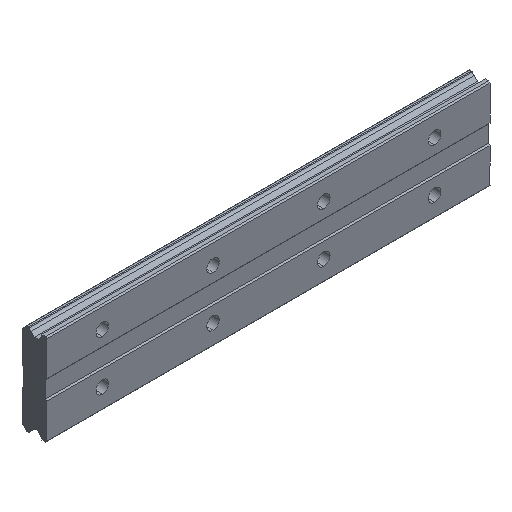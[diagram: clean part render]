
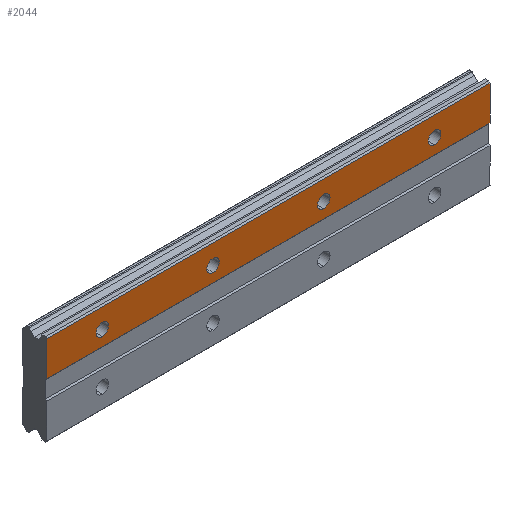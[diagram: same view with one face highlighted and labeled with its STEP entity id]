
A CAD part, isometric view. The second image highlights one B-rep face of the part: STEP entity #2044.
In plain terms, the highlighted planar face has unit normal (0, -1, 0).
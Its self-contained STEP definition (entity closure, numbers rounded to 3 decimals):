
#3 = CARTESIAN_POINT ( 'NONE',  ( 140., 0., 16. ) ) ;
#12 = VERTEX_POINT ( 'NONE', #1741 ) ;
#31 = VERTEX_POINT ( 'NONE', #2317 ) ;
#63 = CIRCLE ( 'NONE', #2151, 2.25 ) ;
#73 = ORIENTED_EDGE ( 'NONE', *, *, #1019, .F. ) ;
#83 = EDGE_LOOP ( 'NONE', ( #380, #1160, #287, #1850 ) ) ;
#147 = DIRECTION ( 'NONE',  ( 0., 0., 1. ) ) ;
#157 = EDGE_CURVE ( 'NONE', #2314, #1301, #993, .T. ) ;
#158 = EDGE_CURVE ( 'NONE', #248, #1599, #253, .T. ) ;
#165 = EDGE_CURVE ( 'NONE', #1253, #789, #1735, .T. ) ;
#171 = CARTESIAN_POINT ( 'NONE',  ( 80., 0., 9. ) ) ;
#215 = CARTESIAN_POINT ( 'NONE',  ( 140., 0., 16. ) ) ;
#248 = VERTEX_POINT ( 'NONE', #2324 ) ;
#253 = CIRCLE ( 'NONE', #562, 2.25 ) ;
#255 = VECTOR ( 'NONE', #1716, 1000. ) ;
#264 = CARTESIAN_POINT ( 'NONE',  ( 140., 0., 3.5 ) ) ;
#265 = CARTESIAN_POINT ( 'NONE',  ( 40., 0., 9. ) ) ;
#274 = CARTESIAN_POINT ( 'NONE',  ( 80., 0., 9. ) ) ;
#285 = CARTESIAN_POINT ( 'NONE',  ( 140., 0., 16.615 ) ) ;
#287 = ORIENTED_EDGE ( 'NONE', *, *, #157, .F. ) ;
#302 = DIRECTION ( 'NONE',  ( 0., 0., 1. ) ) ;
#313 = CIRCLE ( 'NONE', #1364, 2.25 ) ;
#373 = CIRCLE ( 'NONE', #1736, 2.25 ) ;
#374 = AXIS2_PLACEMENT_3D ( 'NONE', #274, #1166, #1712 ) ;
#380 = ORIENTED_EDGE ( 'NONE', *, *, #1756, .F. ) ;
#399 = CARTESIAN_POINT ( 'NONE',  ( 140., 0., 16. ) ) ;
#416 = ORIENTED_EDGE ( 'NONE', *, *, #165, .F. ) ;
#421 = ORIENTED_EDGE ( 'NONE', *, *, #1963, .F. ) ;
#437 = DIRECTION ( 'NONE',  ( 1., 0., 0. ) ) ;
#447 = DIRECTION ( 'NONE',  ( 0., -1., 0. ) ) ;
#450 = AXIS2_PLACEMENT_3D ( 'NONE', #399, #1154, #147 ) ;
#493 = EDGE_LOOP ( 'NONE', ( #910, #1719 ) ) ;
#501 = CARTESIAN_POINT ( 'NONE',  ( 0., 0., 9. ) ) ;
#502 = EDGE_CURVE ( 'NONE', #12, #1642, #63, .T. ) ;
#556 = EDGE_LOOP ( 'NONE', ( #1948, #2298 ) ) ;
#561 = EDGE_CURVE ( 'NONE', #1599, #248, #1425, .T. ) ;
#562 = AXIS2_PLACEMENT_3D ( 'NONE', #592, #447, #606 ) ;
#587 = CARTESIAN_POINT ( 'NONE',  ( 0., 0., 11.25 ) ) ;
#592 = CARTESIAN_POINT ( 'NONE',  ( 120., 0., 9. ) ) ;
#606 = DIRECTION ( 'NONE',  ( 0., 0., 1. ) ) ;
#628 = CARTESIAN_POINT ( 'NONE',  ( 40., 0., 11.25 ) ) ;
#677 = LINE ( 'NONE', #285, #1666 ) ;
#693 = AXIS2_PLACEMENT_3D ( 'NONE', #1194, #1173, #968 ) ;
#735 = DIRECTION ( 'NONE',  ( 0., -1., 0. ) ) ;
#772 = CARTESIAN_POINT ( 'NONE',  ( 140., 0., 3.5 ) ) ;
#789 = VERTEX_POINT ( 'NONE', #587 ) ;
#793 = CARTESIAN_POINT ( 'NONE',  ( 0., 0., 6.75 ) ) ;
#804 = EDGE_CURVE ( 'NONE', #1977, #31, #313, .T. ) ;
#842 = EDGE_CURVE ( 'NONE', #1301, #923, #677, .T. ) ;
#849 = DIRECTION ( 'NONE',  ( 0., -1., 0. ) ) ;
#894 = FACE_BOUND ( 'NONE', #1796, .T. ) ;
#905 = FACE_OUTER_BOUND ( 'NONE', #83, .T. ) ;
#910 = ORIENTED_EDGE ( 'NONE', *, *, #561, .F. ) ;
#923 = VERTEX_POINT ( 'NONE', #264 ) ;
#949 = FACE_BOUND ( 'NONE', #493, .T. ) ;
#968 = DIRECTION ( 'NONE',  ( 0., 0., 1. ) ) ;
#993 = LINE ( 'NONE', #215, #1825 ) ;
#1008 = CIRCLE ( 'NONE', #374, 2.25 ) ;
#1019 = EDGE_CURVE ( 'NONE', #789, #1253, #1890, .T. ) ;
#1063 = DIRECTION ( 'NONE',  ( 0., 0., 1. ) ) ;
#1088 = PLANE ( 'NONE',  #450 ) ;
#1098 = AXIS2_PLACEMENT_3D ( 'NONE', #501, #1758, #1786 ) ;
#1154 = DIRECTION ( 'NONE',  ( 0., 1., 0. ) ) ;
#1160 = ORIENTED_EDGE ( 'NONE', *, *, #842, .F. ) ;
#1166 = DIRECTION ( 'NONE',  ( 0., -1., 0. ) ) ;
#1173 = DIRECTION ( 'NONE',  ( 0., -1., 0. ) ) ;
#1194 = CARTESIAN_POINT ( 'NONE',  ( 0., 0., 9. ) ) ;
#1253 = VERTEX_POINT ( 'NONE', #793 ) ;
#1301 = VERTEX_POINT ( 'NONE', #3 ) ;
#1364 = AXIS2_PLACEMENT_3D ( 'NONE', #1797, #849, #302 ) ;
#1381 = CARTESIAN_POINT ( 'NONE',  ( -20., 0., 16.615 ) ) ;
#1425 = CIRCLE ( 'NONE', #1725, 2.25 ) ;
#1472 = CARTESIAN_POINT ( 'NONE',  ( 80., 0., 6.75 ) ) ;
#1484 = DIRECTION ( 'NONE',  ( 0., -1., 0. ) ) ;
#1496 = VECTOR ( 'NONE', #1897, 1000. ) ;
#1523 = FACE_BOUND ( 'NONE', #1627, .T. ) ;
#1569 = DIRECTION ( 'NONE',  ( 0., -1., 0. ) ) ;
#1599 = VERTEX_POINT ( 'NONE', #1995 ) ;
#1627 = EDGE_LOOP ( 'NONE', ( #73, #416 ) ) ;
#1642 = VERTEX_POINT ( 'NONE', #1472 ) ;
#1666 = VECTOR ( 'NONE', #2146, 1000. ) ;
#1679 = VERTEX_POINT ( 'NONE', #1858 ) ;
#1684 = FACE_BOUND ( 'NONE', #556, .T. ) ;
#1712 = DIRECTION ( 'NONE',  ( 0., 0., 1. ) ) ;
#1716 = DIRECTION ( 'NONE',  ( -1., 0., 0. ) ) ;
#1719 = ORIENTED_EDGE ( 'NONE', *, *, #158, .F. ) ;
#1725 = AXIS2_PLACEMENT_3D ( 'NONE', #2399, #1484, #2213 ) ;
#1735 = CIRCLE ( 'NONE', #693, 2.25 ) ;
#1736 = AXIS2_PLACEMENT_3D ( 'NONE', #265, #1569, #1063 ) ;
#1741 = CARTESIAN_POINT ( 'NONE',  ( 80., 0., 11.25 ) ) ;
#1756 = EDGE_CURVE ( 'NONE', #923, #1679, #1892, .T. ) ;
#1758 = DIRECTION ( 'NONE',  ( 0., -1., 0. ) ) ;
#1786 = DIRECTION ( 'NONE',  ( 0., 0., 1. ) ) ;
#1796 = EDGE_LOOP ( 'NONE', ( #2281, #421 ) ) ;
#1797 = CARTESIAN_POINT ( 'NONE',  ( 40., 0., 9. ) ) ;
#1825 = VECTOR ( 'NONE', #437, 1000. ) ;
#1850 = ORIENTED_EDGE ( 'NONE', *, *, #2344, .T. ) ;
#1858 = CARTESIAN_POINT ( 'NONE',  ( -20., 0., 3.5 ) ) ;
#1890 = CIRCLE ( 'NONE', #1098, 2.25 ) ;
#1892 = LINE ( 'NONE', #772, #255 ) ;
#1897 = DIRECTION ( 'NONE',  ( 0., 0., -1. ) ) ;
#1906 = LINE ( 'NONE', #1381, #1496 ) ;
#1947 = CARTESIAN_POINT ( 'NONE',  ( -20., 0., 16. ) ) ;
#1948 = ORIENTED_EDGE ( 'NONE', *, *, #502, .F. ) ;
#1963 = EDGE_CURVE ( 'NONE', #31, #1977, #373, .T. ) ;
#1977 = VERTEX_POINT ( 'NONE', #628 ) ;
#1995 = CARTESIAN_POINT ( 'NONE',  ( 120., 0., 11.25 ) ) ;
#2044 = ADVANCED_FACE ( 'NONE', ( #905, #1523, #949, #1684, #894 ), #1088, .F. ) ;
#2146 = DIRECTION ( 'NONE',  ( 0., 0., -1. ) ) ;
#2151 = AXIS2_PLACEMENT_3D ( 'NONE', #171, #735, #2378 ) ;
#2213 = DIRECTION ( 'NONE',  ( 0., 0., 1. ) ) ;
#2281 = ORIENTED_EDGE ( 'NONE', *, *, #804, .F. ) ;
#2290 = EDGE_CURVE ( 'NONE', #1642, #12, #1008, .T. ) ;
#2298 = ORIENTED_EDGE ( 'NONE', *, *, #2290, .F. ) ;
#2314 = VERTEX_POINT ( 'NONE', #1947 ) ;
#2317 = CARTESIAN_POINT ( 'NONE',  ( 40., 0., 6.75 ) ) ;
#2324 = CARTESIAN_POINT ( 'NONE',  ( 120., 0., 6.75 ) ) ;
#2344 = EDGE_CURVE ( 'NONE', #2314, #1679, #1906, .T. ) ;
#2378 = DIRECTION ( 'NONE',  ( 0., 0., 1. ) ) ;
#2399 = CARTESIAN_POINT ( 'NONE',  ( 120., 0., 9. ) ) ;
